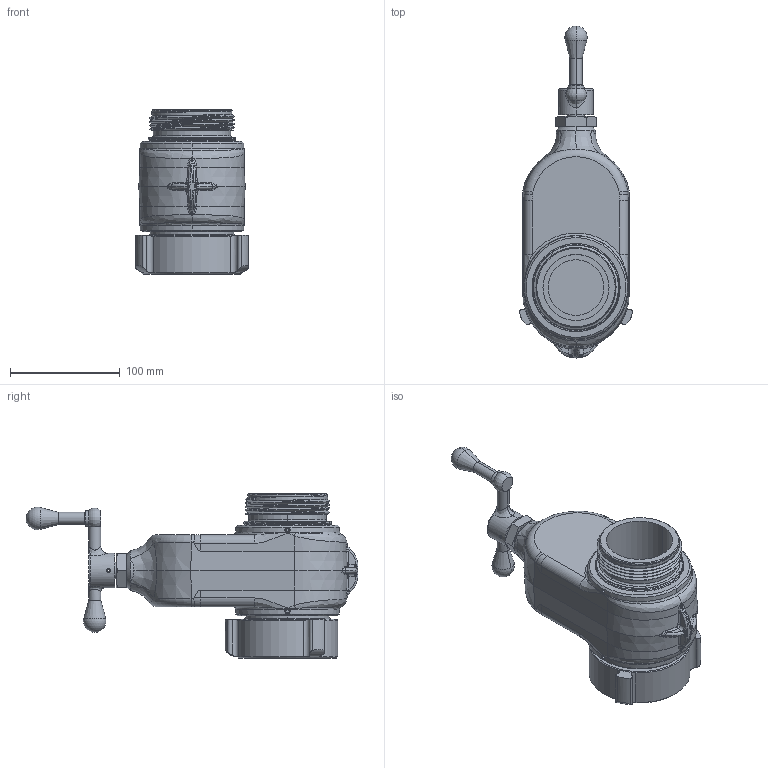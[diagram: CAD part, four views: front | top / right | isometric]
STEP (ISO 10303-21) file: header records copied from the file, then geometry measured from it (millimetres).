
FILE_DESCRIPTION((''),'2;1');
FILE_NAME('D43567_SW0001','2012-09-07T',('cleon'),(''),'PRO/ENGINEER BY PARAMETRIC TECHNOLOGY CORPORATION, 2011180','PRO/ENGINEER BY PARAMETRIC TECHNOLOGY CORPORATION, 2011180','');
FILE_SCHEMA(('CONFIG_CONTROL_DESIGN'));
Length unit declared in the file: inch
Products named in the file (1): D43567_SW0001
Bounding box: 103.45 x 303.06 x 150.42 mm (x, y, z)
Surface area: 212548.6 mm2 (no closed solid volume)
Topology: 0 solids, 25 shells, 810 faces, 2059 edges, 1269 vertices
Faces by surface type: cylinder 289, bspline 235, plane 143, cone 65, torus 41, sphere 34, revolution 2, extrusion 1
Entity records: 54078 total; most frequent: CARTESIAN_POINT 36954, ORIENTED_EDGE 3880, DIRECTION 2930, EDGE_CURVE 2055, VERTEX_POINT 1269, AXIS2_PLACEMENT_3D 1179, B_SPLINE_CURVE_WITH_KNOTS 882, EDGE_LOOP 843
